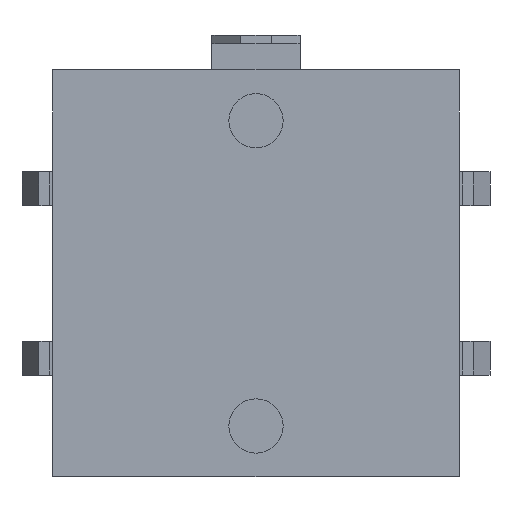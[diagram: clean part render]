
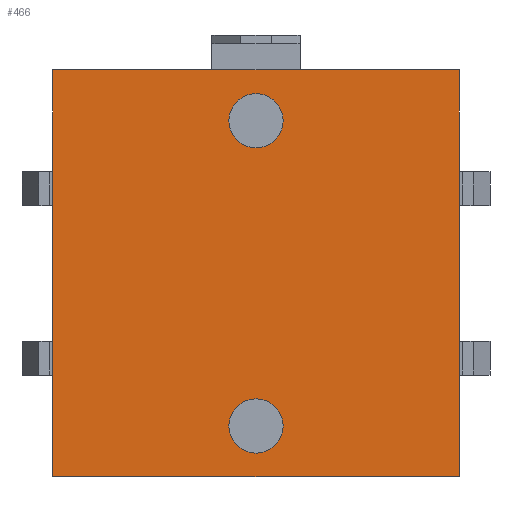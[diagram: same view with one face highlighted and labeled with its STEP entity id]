
A CAD part, front view. The second image highlights one B-rep face of the part: STEP entity #466.
In plain terms, the highlighted planar face has unit normal (0, -1, 0).
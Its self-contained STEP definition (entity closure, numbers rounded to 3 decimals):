
#1 = VERTEX_POINT ( 'NONE', #731 ) ;
#4 = ORIENTED_EDGE ( 'NONE', *, *, #977, .F. ) ;
#18 = EDGE_CURVE ( 'NONE', #1258, #570, #838, .T. ) ;
#20 = ORIENTED_EDGE ( 'NONE', *, *, #18, .F. ) ;
#108 = EDGE_CURVE ( 'NONE', #552, #604, #1130, .T. ) ;
#216 = ORIENTED_EDGE ( 'NONE', *, *, #108, .F. ) ;
#275 = EDGE_CURVE ( 'NONE', #2158, #1, #2122, .T. ) ;
#405 = EDGE_LOOP ( 'NONE', ( #20, #4 ) ) ;
#416 = ORIENTED_EDGE ( 'NONE', *, *, #2119, .F. ) ;
#438 = EDGE_LOOP ( 'NONE', ( #833, #416 ) ) ;
#466 = ADVANCED_FACE ( 'NONE', ( #1850, #1851, #1852 ), #1853, .T. ) ;
#511 = VERTEX_POINT ( 'NONE', #1933 ) ;
#537 = EDGE_LOOP ( 'NONE', ( #638, #551, #216, #569 ) ) ;
#551 = ORIENTED_EDGE ( 'NONE', *, *, #1275, .F. ) ;
#552 = VERTEX_POINT ( 'NONE', #861 ) ;
#569 = ORIENTED_EDGE ( 'NONE', *, *, #2011, .F. ) ;
#570 = VERTEX_POINT ( 'NONE', #939 ) ;
#604 = VERTEX_POINT ( 'NONE', #1059 ) ;
#638 = ORIENTED_EDGE ( 'NONE', *, *, #275, .F. ) ;
#652 = EDGE_CURVE ( 'NONE', #1684, #511, #1415, .T. ) ;
#731 = CARTESIAN_POINT ( 'NONE',  ( -6., 0., 6. ) ) ;
#833 = ORIENTED_EDGE ( 'NONE', *, *, #652, .F. ) ;
#838 = CIRCLE ( 'NONE', #839, 0.8 ) ;
#839 = AXIS2_PLACEMENT_3D ( 'NONE', #840, #841, #842 ) ;
#840 = CARTESIAN_POINT ( 'NONE',  ( 0., 0., 4.5 ) ) ;
#841 = DIRECTION ( 'NONE',  ( 0., -1., 0. ) ) ;
#842 = DIRECTION ( 'NONE',  ( 0., 0., -1. ) ) ;
#861 = CARTESIAN_POINT ( 'NONE',  ( 6., 0., 6. ) ) ;
#939 = CARTESIAN_POINT ( 'NONE',  ( 0., 0., 3.7 ) ) ;
#977 = EDGE_CURVE ( 'NONE', #570, #1258, #2094, .T. ) ;
#1059 = CARTESIAN_POINT ( 'NONE',  ( 6., 0., -6. ) ) ;
#1130 = LINE ( 'NONE', #1131, #1132 ) ;
#1131 = CARTESIAN_POINT ( 'NONE',  ( 6., 0., 6. ) ) ;
#1132 = VECTOR ( 'NONE', #1133, 1000. ) ;
#1133 = DIRECTION ( 'NONE',  ( 0., 0., -1. ) ) ;
#1226 = CARTESIAN_POINT ( 'NONE',  ( 0., 0., -3.7 ) ) ;
#1258 = VERTEX_POINT ( 'NONE', #2205 ) ;
#1275 = EDGE_CURVE ( 'NONE', #604, #2158, #2215, .T. ) ;
#1399 = LINE ( 'NONE', #1400, #1401 ) ;
#1400 = CARTESIAN_POINT ( 'NONE',  ( -6., 0., 6. ) ) ;
#1401 = VECTOR ( 'NONE', #1407, 1000. ) ;
#1407 = DIRECTION ( 'NONE',  ( 1., 0., 0. ) ) ;
#1415 = CIRCLE ( 'NONE', #1416, 0.8 ) ;
#1416 = AXIS2_PLACEMENT_3D ( 'NONE', #1417, #1418, #1419 ) ;
#1417 = CARTESIAN_POINT ( 'NONE',  ( 0., 0., -4.5 ) ) ;
#1418 = DIRECTION ( 'NONE',  ( 0., -1., 0. ) ) ;
#1419 = DIRECTION ( 'NONE',  ( 0., 0., 1. ) ) ;
#1437 = CIRCLE ( 'NONE', #1438, 0.8 ) ;
#1438 = AXIS2_PLACEMENT_3D ( 'NONE', #1439, #1441, #1442 ) ;
#1439 = CARTESIAN_POINT ( 'NONE',  ( 0., 0., -4.5 ) ) ;
#1441 = DIRECTION ( 'NONE',  ( 0., -1., 0. ) ) ;
#1442 = DIRECTION ( 'NONE',  ( 0., 0., 1. ) ) ;
#1484 = CARTESIAN_POINT ( 'NONE',  ( -6., 0., -6. ) ) ;
#1684 = VERTEX_POINT ( 'NONE', #1226 ) ;
#1850 = FACE_BOUND ( 'NONE', #405, .T. ) ;
#1851 = FACE_OUTER_BOUND ( 'NONE', #537, .T. ) ;
#1852 = FACE_BOUND ( 'NONE', #438, .T. ) ;
#1853 = PLANE ( 'NONE',  #1854 ) ;
#1854 = AXIS2_PLACEMENT_3D ( 'NONE', #1855, #1856, #1857 ) ;
#1855 = CARTESIAN_POINT ( 'NONE',  ( -6., 0., -6. ) ) ;
#1856 = DIRECTION ( 'NONE',  ( 0., -1., 0. ) ) ;
#1857 = DIRECTION ( 'NONE',  ( 0., 0., -1. ) ) ;
#1933 = CARTESIAN_POINT ( 'NONE',  ( 0., 0., -5.3 ) ) ;
#2011 = EDGE_CURVE ( 'NONE', #1, #552, #1399, .T. ) ;
#2094 = CIRCLE ( 'NONE', #2095, 0.8 ) ;
#2095 = AXIS2_PLACEMENT_3D ( 'NONE', #2096, #2097, #2098 ) ;
#2096 = CARTESIAN_POINT ( 'NONE',  ( 0., 0., 4.5 ) ) ;
#2097 = DIRECTION ( 'NONE',  ( 0., -1., 0. ) ) ;
#2098 = DIRECTION ( 'NONE',  ( 0., 0., -1. ) ) ;
#2119 = EDGE_CURVE ( 'NONE', #511, #1684, #1437, .T. ) ;
#2122 = LINE ( 'NONE', #2123, #2124 ) ;
#2123 = CARTESIAN_POINT ( 'NONE',  ( -6., 0., 6. ) ) ;
#2124 = VECTOR ( 'NONE', #2125, 1000. ) ;
#2125 = DIRECTION ( 'NONE',  ( 0., 0., 1. ) ) ;
#2158 = VERTEX_POINT ( 'NONE', #1484 ) ;
#2205 = CARTESIAN_POINT ( 'NONE',  ( 0., 0., 5.3 ) ) ;
#2215 = LINE ( 'NONE', #2216, #2217 ) ;
#2216 = CARTESIAN_POINT ( 'NONE',  ( -6., 0., -6. ) ) ;
#2217 = VECTOR ( 'NONE', #2218, 1000. ) ;
#2218 = DIRECTION ( 'NONE',  ( -1., 0., 0. ) ) ;
